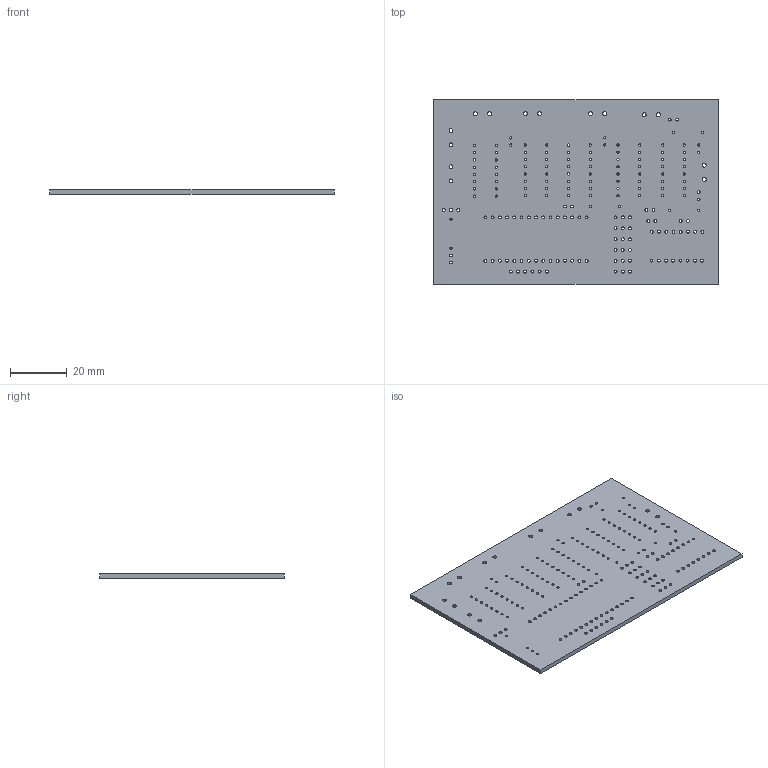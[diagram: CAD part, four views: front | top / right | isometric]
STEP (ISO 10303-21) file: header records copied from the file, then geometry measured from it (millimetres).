
FILE_DESCRIPTION(('KiCad electronic assembly'),'2;1');
FILE_NAME('circuitPCB.step','2023-06-21T22:55:26',('Pcbnew'),('Kicad'), 'Open CASCADE STEP processor 7.6','KiCad to STEP converter','Unknown' );
FILE_SCHEMA(('AUTOMOTIVE_DESIGN { 1 0 10303 214 1 1 1 1 }'));
Length unit declared in the file: millimetre
Products named in the file (2): circuitPCB 1; æ©é»æ´å PCB
Assembly tree (1 placements, depth 2):
  circuitPCB 1
    æ©é»æ´å PCB
Bounding box: 99.91 x 64.92 x 1.58 mm (x, y, z)
Volume: 10032.8 mm3; surface area: 14121.5 mm2
Topology: 1 solids, 1 shells, 201 faces, 597 edges, 398 vertices
Faces by surface type: cylinder 195, plane 6
Full cylindrical faces by diameter (mm): 0.8 x94, 0.9 x6, 1 x78, 1.1 x3, 1.4 x14
Entity records: 16739 total; most frequent: CARTESIAN_POINT 4732, DIRECTION 2197, ORIENTED_EDGE 1194, PCURVE 1194, DEFINITIONAL_REPRESENTATION 1194, LINE 1011, VECTOR 1011, EDGE_CURVE 597
